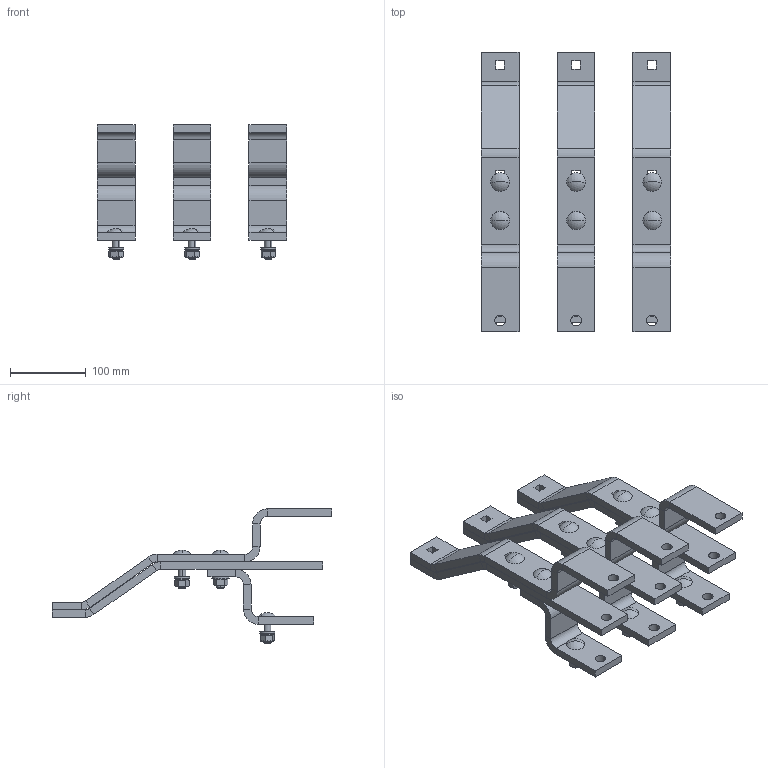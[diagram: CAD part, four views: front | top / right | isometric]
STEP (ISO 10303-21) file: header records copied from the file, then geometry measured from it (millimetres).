
FILE_DESCRIPTION(('STEP AP214'),'1');
FILE_NAME('cctmp_C32E2E05-488C-4022-8A3C-5D42A275A6DF_2024_05_23_13_33_27_0728..stp','2024-05-23T11:33:28',('SIEMENS A&D'),('CADClick - www.CADClick.com'),'Spatial InterOp 3D',' ','unknown authorization');
FILE_SCHEMA(('AUTOMOTIVE_DESIGN'));
Length unit declared in the file: millimetre
Products named in the file (43): cc_unnamed; 2024_05_23_13_33_27_0697; 2024_05_23_13_33_27_0666; 2024_05_23_13_33_27_0628; 2024_05_23_13_33_27_0565; 2024_05_23_13_33_27_0527; 2024_05_23_13_33_27_0496; 2024_05_23_13_33_27_0427; 2024_05_23_13_33_27_0396; 2024_05_23_13_33_27_0364; 2024_05_23_13_33_27_0295; 2024_05_23_13_33_27_0264; 2024_05_23_13_33_27_0226; 2024_05_23_13_33_27_0195; 2024_05_23_13_33_27_0125; 2024_05_23_13_33_27_0094; 2024_05_23_13_33_27_0063; 2024_05_23_13_33_27_0025; 2024_05_23_13_33_26_0963; 2024_05_23_13_33_26_0925; 2024_05_23_13_33_26_0894; 2024_05_23_13_33_26_0862; 2024_05_23_13_33_26_0794; 2024_05_23_13_33_26_0762; 2024_05_23_13_33_26_0722; 2024_05_23_13_33_26_0690; 2024_05_23_13_33_26_0612; 2024_05_23_13_33_26_0581; 2024_05_23_13_33_26_0549; 2024_05_23_13_33_26_0518; 2024_05_23_13_33_26_0456; 2024_05_23_13_33_26_0424; 2024_05_23_13_33_26_0393; 2024_05_23_13_33_26_0362; 2024_05_23_13_33_26_0299; 2024_05_23_13_33_26_0268; 2024_05_23_13_33_26_0237; 2024_05_23_13_33_26_0206; 2024_05_23_13_33_26_0175; 2024_05_23_13_33_26_0128 ...
Assembly tree (42 placements, depth 2):
  cc_unnamed
    2024_05_23_13_33_27_0697
    2024_05_23_13_33_27_0666
    2024_05_23_13_33_27_0628
    2024_05_23_13_33_27_0565
    2024_05_23_13_33_27_0527
    2024_05_23_13_33_27_0496
    2024_05_23_13_33_27_0427
    2024_05_23_13_33_27_0396
    2024_05_23_13_33_27_0364
    2024_05_23_13_33_27_0295
    2024_05_23_13_33_27_0264
    2024_05_23_13_33_27_0226
    2024_05_23_13_33_27_0195
    2024_05_23_13_33_27_0125
    2024_05_23_13_33_27_0094
    2024_05_23_13_33_27_0063
    2024_05_23_13_33_27_0025
    2024_05_23_13_33_26_0963
    2024_05_23_13_33_26_0925
    2024_05_23_13_33_26_0894
    2024_05_23_13_33_26_0862
    2024_05_23_13_33_26_0794
    2024_05_23_13_33_26_0762
    2024_05_23_13_33_26_0722
    2024_05_23_13_33_26_0690
    2024_05_23_13_33_26_0612
    2024_05_23_13_33_26_0581
    2024_05_23_13_33_26_0549
    2024_05_23_13_33_26_0518
    2024_05_23_13_33_26_0456
    2024_05_23_13_33_26_0424
    2024_05_23_13_33_26_0393
    2024_05_23_13_33_26_0362
    2024_05_23_13_33_26_0299
    2024_05_23_13_33_26_0268
    2024_05_23_13_33_26_0237
    2024_05_23_13_33_26_0206
    2024_05_23_13_33_26_0175
    2024_05_23_13_33_26_0128
    2024_05_23_13_33_26_0088
    2024_05_23_13_33_26_0065
    2024_05_23_13_33_26_0027
Bounding box: 250.6 x 370 x 177.5 mm (x, y, z)
Volume: 1515966.3 mm3; surface area: 416869 mm2
Topology: 42 solids, 42 shells, 786 faces, 1734 edges, 1059 vertices
Faces by surface type: plane 480, cylinder 180, cone 108, sphere 18
Entity records: 29114 total; most frequent: CARTESIAN_POINT 4054, DIRECTION 3788, ORIENTED_EDGE 3468, EDGE_CURVE 1734, AXIS2_PLACEMENT_3D 1333, LINE 1122, VECTOR 1122, VERTEX_POINT 1059
